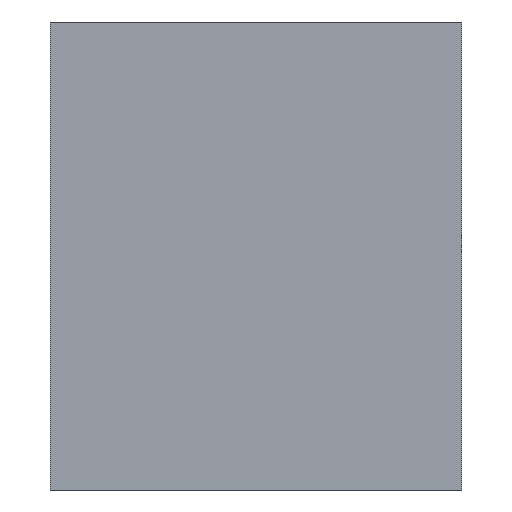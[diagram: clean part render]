
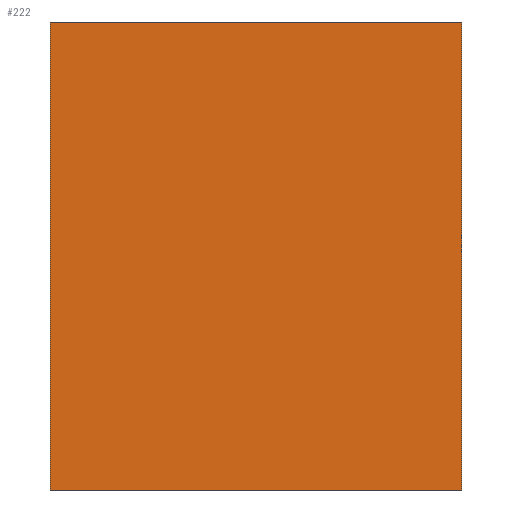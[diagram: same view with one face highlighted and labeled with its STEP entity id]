
A CAD part, front view. The second image highlights one B-rep face of the part: STEP entity #222.
In plain terms, the highlighted planar face has unit normal (0, -1, 0).
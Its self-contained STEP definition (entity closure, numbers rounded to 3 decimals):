
#22 = CARTESIAN_POINT ( 'NONE',  ( 0., 0., 0. ) ) ;
#38 = CARTESIAN_POINT ( 'NONE',  ( -33., 0., 37.5 ) ) ;
#39 = FACE_OUTER_BOUND ( 'NONE', #186, .T. ) ;
#42 = ORIENTED_EDGE ( 'NONE', *, *, #301, .F. ) ;
#46 = VECTOR ( 'NONE', #91, 1000. ) ;
#48 = DIRECTION ( 'NONE',  ( 0., 0., -1. ) ) ;
#58 = VERTEX_POINT ( 'NONE', #233 ) ;
#59 = VERTEX_POINT ( 'NONE', #122 ) ;
#61 = VECTOR ( 'NONE', #148, 1000. ) ;
#62 = LINE ( 'NONE', #310, #61 ) ;
#63 = CARTESIAN_POINT ( 'NONE',  ( 33., 0., 37.5 ) ) ;
#91 = DIRECTION ( 'NONE',  ( -1., 0., 0. ) ) ;
#104 = DIRECTION ( 'NONE',  ( 0., 0., 1. ) ) ;
#113 = ORIENTED_EDGE ( 'NONE', *, *, #253, .F. ) ;
#119 = VECTOR ( 'NONE', #104, 1000. ) ;
#120 = LINE ( 'NONE', #281, #46 ) ;
#122 = CARTESIAN_POINT ( 'NONE',  ( -33., 0., -37.5 ) ) ;
#126 = LINE ( 'NONE', #63, #264 ) ;
#132 = ORIENTED_EDGE ( 'NONE', *, *, #260, .F. ) ;
#148 = DIRECTION ( 'NONE',  ( 1., 0., 0. ) ) ;
#164 = EDGE_CURVE ( 'NONE', #235, #58, #126, .T. ) ;
#181 = CARTESIAN_POINT ( 'NONE',  ( 33., 0., 37.5 ) ) ;
#186 = EDGE_LOOP ( 'NONE', ( #240, #113, #132, #42 ) ) ;
#222 = ADVANCED_FACE ( 'NONE', ( #39 ), #277, .T. ) ;
#233 = CARTESIAN_POINT ( 'NONE',  ( 33., 0., -37.5 ) ) ;
#235 = VERTEX_POINT ( 'NONE', #181 ) ;
#240 = ORIENTED_EDGE ( 'NONE', *, *, #164, .F. ) ;
#245 = VERTEX_POINT ( 'NONE', #308 ) ;
#253 = EDGE_CURVE ( 'NONE', #245, #235, #62, .T. ) ;
#260 = EDGE_CURVE ( 'NONE', #59, #245, #349, .T. ) ;
#264 = VECTOR ( 'NONE', #347, 1000. ) ;
#277 = PLANE ( 'NONE',  #293 ) ;
#281 = CARTESIAN_POINT ( 'NONE',  ( -33., 0., -37.5 ) ) ;
#287 = DIRECTION ( 'NONE',  ( 0., -1., 0. ) ) ;
#293 = AXIS2_PLACEMENT_3D ( 'NONE', #22, #287, #48 ) ;
#301 = EDGE_CURVE ( 'NONE', #58, #59, #120, .T. ) ;
#308 = CARTESIAN_POINT ( 'NONE',  ( -33., 0., 37.5 ) ) ;
#310 = CARTESIAN_POINT ( 'NONE',  ( -33., 0., 37.5 ) ) ;
#347 = DIRECTION ( 'NONE',  ( 0., 0., -1. ) ) ;
#349 = LINE ( 'NONE', #38, #119 ) ;
